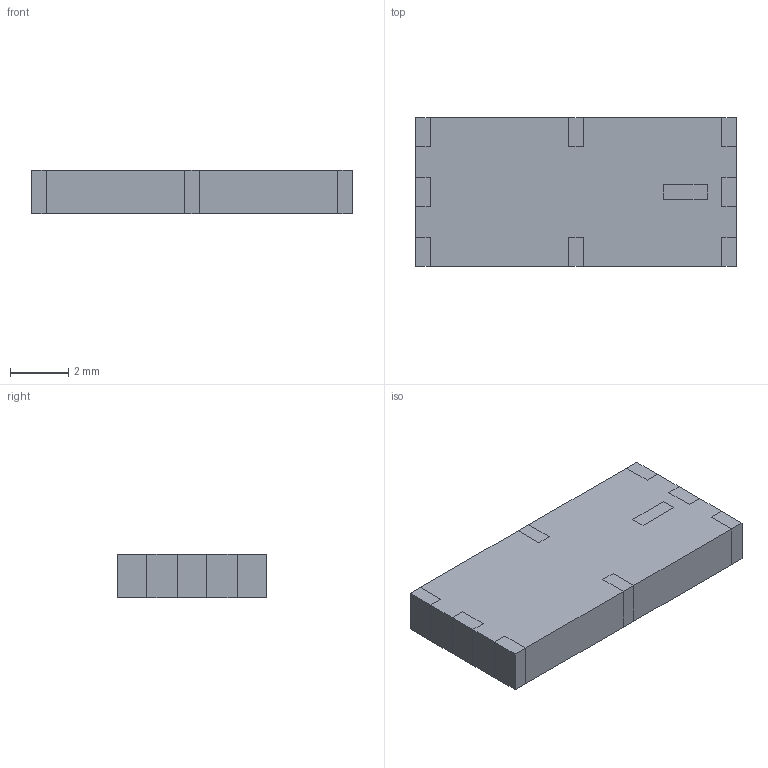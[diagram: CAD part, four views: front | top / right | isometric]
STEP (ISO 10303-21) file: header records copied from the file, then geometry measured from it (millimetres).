
FILE_DESCRIPTION( ( 'Unknown' ), '1' );
FILE_NAME( '7488910092.stp', 'Unknown', ( 'Unknown' ), ( 'Unknown' ), 'XStep 1.0', 'Unknown', ' ' );
FILE_SCHEMA( ( 'automotive_design' ) );
Length unit declared in the file: millimetre
Products named in the file (11): Assem1; Kern; Pin
Bounding box: 11 x 5.1 x 1.5 mm (x, y, z)
Surface area: 426 mm2
Topology: 20 solids, 20 shells, 178 faces, 408 edges, 272 vertices
Faces by surface type: plane 178
Entity records: 3078 total; most frequent: CARTESIAN_POINT 440, ORIENTED_EDGE 408, DIRECTION 404, EDGE_CURVE 204, LINE 204, VECTOR 204, VERTEX_POINT 136, AXIS2_PLACEMENT_3D 100
